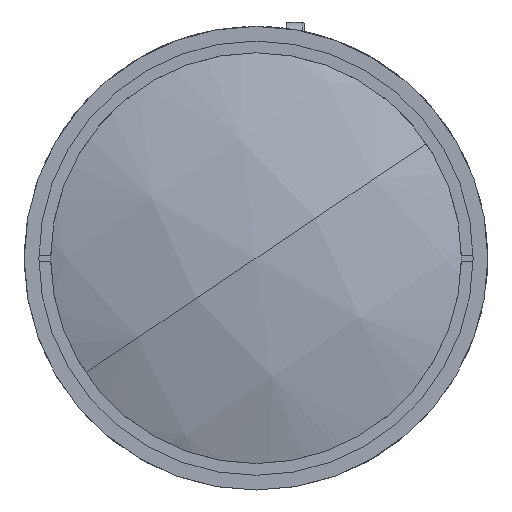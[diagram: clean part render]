
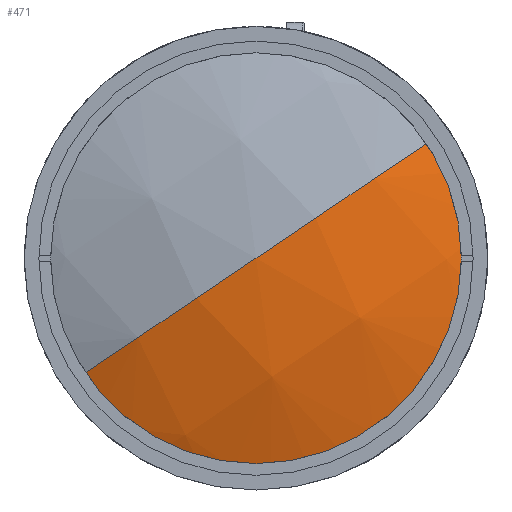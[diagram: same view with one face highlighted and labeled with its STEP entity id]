
A CAD part, left-side view. The second image highlights one B-rep face of the part: STEP entity #471.
In plain terms, the highlighted spherical face has radius 102.234 mm.
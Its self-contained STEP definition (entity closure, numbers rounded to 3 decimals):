
#15 = ORIENTED_EDGE ( 'NONE', *, *, #19062, .F. ) ;
#448 = EDGE_CURVE ( 'NONE', #17922, #19270, #17919, .T. ) ;
#471 = ADVANCED_FACE ( 'NONE', ( #554 ), #11568, .T. ) ;
#554 = FACE_OUTER_BOUND ( 'NONE', #15884, .T. ) ;
#754 = CARTESIAN_POINT ( 'NONE',  ( 7.548, 29.871, -20.093 ) ) ;
#1909 = DIRECTION ( 'NONE',  ( -1., 0., 0. ) ) ;
#3424 = CARTESIAN_POINT ( 'NONE',  ( 7.548, -29.871, 20.093 ) ) ;
#4028 = CARTESIAN_POINT ( 'NONE',  ( 103.234, 0., 0. ) ) ;
#4642 = EDGE_CURVE ( 'NONE', #19270, #4861, #15706, .T. ) ;
#4861 = VERTEX_POINT ( 'NONE', #7083 ) ;
#5744 = DIRECTION ( 'NONE',  ( 0., -0.83, 0.558 ) ) ;
#6043 = DIRECTION ( 'NONE',  ( 0., 0.558, 0.83 ) ) ;
#7083 = CARTESIAN_POINT ( 'NONE',  ( 1., 0., 0. ) ) ;
#7637 = CIRCLE ( 'NONE', #11378, 102.234 ) ;
#7751 = DIRECTION ( 'NONE',  ( 0., -0.558, -0.83 ) ) ;
#8688 = ORIENTED_EDGE ( 'NONE', *, *, #448, .T. ) ;
#11223 = AXIS2_PLACEMENT_3D ( 'NONE', #17840, #7751, #19506 ) ;
#11378 = AXIS2_PLACEMENT_3D ( 'NONE', #16149, #6043, #17843 ) ;
#11568 = SPHERICAL_SURFACE ( 'NONE', #21435, 102.234 ) ;
#11986 = CARTESIAN_POINT ( 'NONE',  ( 7.548, 0., 0. ) ) ;
#13684 = DIRECTION ( 'NONE',  ( 0., 0.558, 0.83 ) ) ;
#14140 = DIRECTION ( 'NONE',  ( 0., 0.558, 0.83 ) ) ;
#14545 = ORIENTED_EDGE ( 'NONE', *, *, #4642, .T. ) ;
#15706 = CIRCLE ( 'NONE', #11223, 102.234 ) ;
#15884 = EDGE_LOOP ( 'NONE', ( #15, #8688, #14545 ) ) ;
#16149 = CARTESIAN_POINT ( 'NONE',  ( 103.234, 0., 0. ) ) ;
#17840 = CARTESIAN_POINT ( 'NONE',  ( 103.234, 0., 0. ) ) ;
#17843 = DIRECTION ( 'NONE',  ( 0., -0.83, 0.558 ) ) ;
#17919 = CIRCLE ( 'NONE', #19228, 36. ) ;
#17922 = VERTEX_POINT ( 'NONE', #754 ) ;
#19062 = EDGE_CURVE ( 'NONE', #17922, #4861, #7637, .T. ) ;
#19228 = AXIS2_PLACEMENT_3D ( 'NONE', #11986, #1909, #13684 ) ;
#19270 = VERTEX_POINT ( 'NONE', #3424 ) ;
#19506 = DIRECTION ( 'NONE',  ( 0., 0.83, -0.558 ) ) ;
#21435 = AXIS2_PLACEMENT_3D ( 'NONE', #4028, #14140, #5744 ) ;
